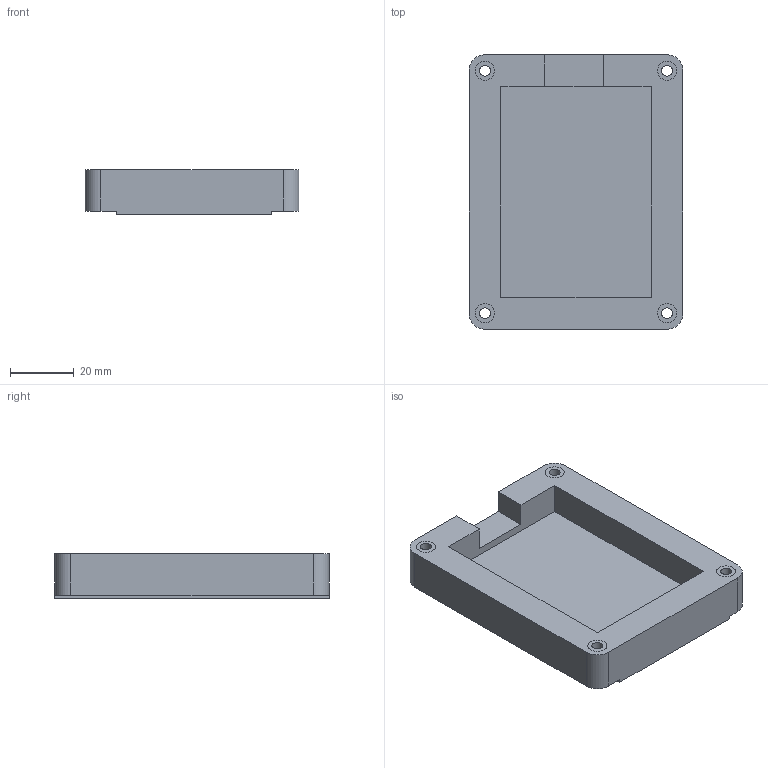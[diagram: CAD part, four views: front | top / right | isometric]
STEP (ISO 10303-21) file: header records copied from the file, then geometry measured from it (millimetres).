
FILE_DESCRIPTION(/* description */ ('STEP AP242 Edition 2','CAx-IF Rec.Pracs.---Representation and Presentation of Product Manufacturing Information (PMI)---4.0---2014-10-13','CAx-IF Rec.Pracs.---3D Tessellated Geometry---0.4---2014-09-14','2;1','CAx-IF Rec.Pracs.---User Defined Attributes---1.5---2016-08-15'),/* implementation_level */ '2;1');
FILE_NAME(/* name */ '692bdc4adcc87949fe683504',/* time_stamp */ '2025-11-30T05:55:23Z',/* author */ (''),/* organization */ (''),/* preprocessor_version */ 'ST-DEVELOPER v20',/* originating_system */ 'ONSHAPE BY PTC INC, 1.207',/* authorisation */ ' ');
FILE_SCHEMA (('AP242_MANAGED_MODEL_BASED_3D_ENGINEERING_MIM_LF { 1 0 10303 442 3 1 4 }'));
Length unit declared in the file: metre
Products named in the file (5): Part 1; Part 4; Part 3; Part 2; Part 5
Bounding box: 67.1 x 86.04 x 14 mm (x, y, z)
Volume: 45452.9 mm3; surface area: 21177.5 mm2
Topology: 5 solids, 39 shells, 910 faces, 2430 edges, 1620 vertices
Faces by surface type: plane 387, bspline 272, cylinder 251
Full cylindrical faces by diameter (mm): 3.4 x4, 6 x8
Entity records: 29622 total; most frequent: CARTESIAN_POINT 8608, ORIENTED_EDGE 4836, DIRECTION 3465, EDGE_CURVE 2418, VERTEX_POINT 1620, LINE 1175, VECTOR 1175, AXIS2_PLACEMENT_3D 1145
